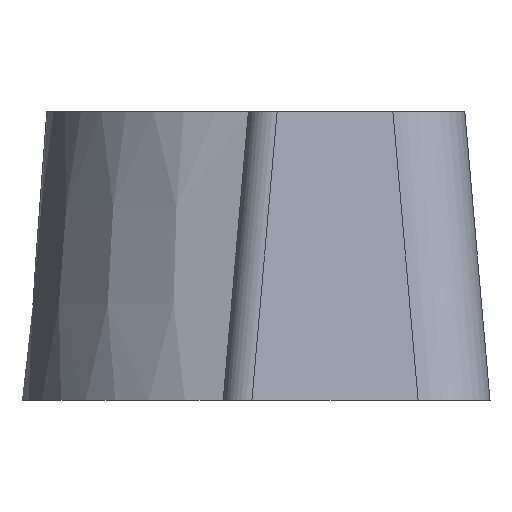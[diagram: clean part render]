
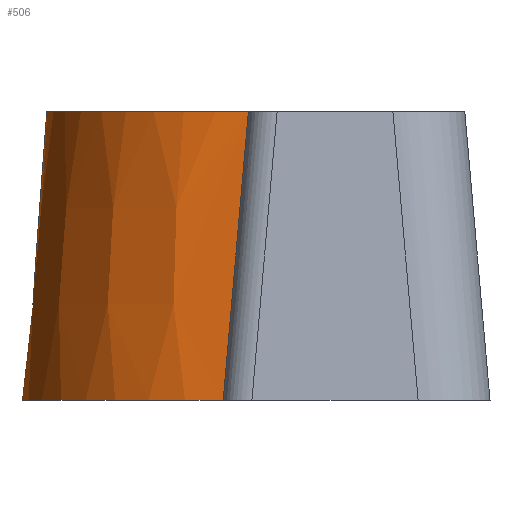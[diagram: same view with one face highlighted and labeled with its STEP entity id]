
A CAD part, front view. The second image highlights one B-rep face of the part: STEP entity #506.
In plain terms, the highlighted conical face has half-angle 5 degrees and reference radius 14 mm.
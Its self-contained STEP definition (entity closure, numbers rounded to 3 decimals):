
#15=(
BOUNDED_CURVE()
B_SPLINE_CURVE(2,(#848,#849,#850),.UNSPECIFIED.,.F.,.F.)
B_SPLINE_CURVE_WITH_KNOTS((3,3),(0.,1.011),.UNSPECIFIED.)
CURVE()
GEOMETRIC_REPRESENTATION_ITEM()
RATIONAL_B_SPLINE_CURVE((1.,1.,1.))
REPRESENTATION_ITEM('')
);
#19=(
BOUNDED_CURVE()
B_SPLINE_CURVE(2,(#868,#869,#870),.UNSPECIFIED.,.F.,.F.)
B_SPLINE_CURVE_WITH_KNOTS((3,3),(0.,1.011),.UNSPECIFIED.)
CURVE()
GEOMETRIC_REPRESENTATION_ITEM()
RATIONAL_B_SPLINE_CURVE((1.,1.,1.))
REPRESENTATION_ITEM('')
);
#23=(
BOUNDED_CURVE()
B_SPLINE_CURVE(2,(#912,#913,#914),.UNSPECIFIED.,.F.,.F.)
B_SPLINE_CURVE_WITH_KNOTS((3,3),(-2.203,-0.19),
 .UNSPECIFIED.)
CURVE()
GEOMETRIC_REPRESENTATION_ITEM()
RATIONAL_B_SPLINE_CURVE((1.,1.,1.))
REPRESENTATION_ITEM('')
);
#24=(
BOUNDED_CURVE()
B_SPLINE_CURVE(2,(#932,#933,#934),.UNSPECIFIED.,.F.,.F.)
B_SPLINE_CURVE_WITH_KNOTS((3,3),(-2.203,-0.19),
 .UNSPECIFIED.)
CURVE()
GEOMETRIC_REPRESENTATION_ITEM()
RATIONAL_B_SPLINE_CURVE((1.,1.,1.))
REPRESENTATION_ITEM('')
);
#80=FACE_OUTER_BOUND('',#110,.T.);
#110=EDGE_LOOP('',(#439,#440,#441,#442,#443,#444,#445,#446));
#187=CIRCLE('',#552,14.);
#191=CIRCLE('',#560,14.);
#198=CIRCLE('',#577,14.875);
#201=CIRCLE('',#596,15.75);
#206=VERTEX_POINT('',#784);
#209=VERTEX_POINT('',#789);
#210=VERTEX_POINT('',#791);
#225=VERTEX_POINT('',#821);
#233=VERTEX_POINT('',#847);
#237=VERTEX_POINT('',#867);
#246=VERTEX_POINT('',#911);
#251=VERTEX_POINT('',#930);
#260=EDGE_CURVE('',#209,#210,#187,.T.);
#276=EDGE_CURVE('',#225,#206,#191,.T.);
#287=EDGE_CURVE('',#233,#206,#15,.T.);
#293=EDGE_CURVE('',#209,#237,#19,.T.);
#297=EDGE_CURVE('',#237,#233,#198,.T.);
#311=EDGE_CURVE('',#210,#246,#23,.T.);
#320=EDGE_CURVE('',#225,#251,#24,.T.);
#322=EDGE_CURVE('',#251,#246,#201,.T.);
#439=ORIENTED_EDGE('',*,*,#287,.T.);
#440=ORIENTED_EDGE('',*,*,#276,.F.);
#441=ORIENTED_EDGE('',*,*,#320,.T.);
#442=ORIENTED_EDGE('',*,*,#322,.T.);
#443=ORIENTED_EDGE('',*,*,#311,.F.);
#444=ORIENTED_EDGE('',*,*,#260,.F.);
#445=ORIENTED_EDGE('',*,*,#293,.T.);
#446=ORIENTED_EDGE('',*,*,#297,.T.);
#481=CONICAL_SURFACE('',#595,14.,0.087);
#506=ADVANCED_FACE('',(#80),#481,.T.);
#552=AXIS2_PLACEMENT_3D('',#792,#632,#633);
#560=AXIS2_PLACEMENT_3D('',#823,#656,#657);
#577=AXIS2_PLACEMENT_3D('',#879,#698,#699);
#595=AXIS2_PLACEMENT_3D('',#938,#747,#748);
#596=AXIS2_PLACEMENT_3D('',#939,#749,#750);
#632=DIRECTION('center_axis',(0.,0.,1.));
#633=DIRECTION('ref_axis',(1.,0.,0.));
#656=DIRECTION('center_axis',(0.,0.,1.));
#657=DIRECTION('ref_axis',(1.,0.,0.));
#698=DIRECTION('center_axis',(0.,0.,-1.));
#699=DIRECTION('ref_axis',(1.,0.,0.));
#747=DIRECTION('center_axis',(0.,0.,-1.));
#748=DIRECTION('ref_axis',(-1.,0.,0.));
#749=DIRECTION('center_axis',(0.,0.,1.));
#750=DIRECTION('ref_axis',(1.,0.,0.));
#784=CARTESIAN_POINT('',(285.518,45.064,0.));
#789=CARTESIAN_POINT('',(281.082,35.654,0.));
#791=CARTESIAN_POINT('',(295.057,20.818,0.));
#792=CARTESIAN_POINT('Origin',(295.057,34.818,0.));
#821=CARTESIAN_POINT('',(295.057,48.818,0.));
#823=CARTESIAN_POINT('Origin',(295.057,34.818,0.));
#847=CARTESIAN_POINT('',(284.028,44.799,-10.));
#848=CARTESIAN_POINT('Ctrl Pts',(284.028,44.799,-10.));
#849=CARTESIAN_POINT('Ctrl Pts',(284.781,44.949,-4.773));
#850=CARTESIAN_POINT('Ctrl Pts',(285.518,45.064,0.));
#867=CARTESIAN_POINT('',(280.339,36.972,-10.));
#868=CARTESIAN_POINT('Ctrl Pts',(281.082,35.654,0.));
#869=CARTESIAN_POINT('Ctrl Pts',(280.702,36.295,-4.773));
#870=CARTESIAN_POINT('Ctrl Pts',(280.339,36.972,-10.));
#879=CARTESIAN_POINT('Origin',(295.057,34.818,-10.));
#911=CARTESIAN_POINT('',(293.308,19.165,-20.));
#912=CARTESIAN_POINT('Ctrl Pts',(295.057,20.818,0.));
#913=CARTESIAN_POINT('Ctrl Pts',(294.231,19.992,-9.443));
#914=CARTESIAN_POINT('Ctrl Pts',(293.308,19.165,-20.));
#930=CARTESIAN_POINT('',(293.308,50.47,-20.));
#932=CARTESIAN_POINT('Ctrl Pts',(295.057,48.818,0.));
#933=CARTESIAN_POINT('Ctrl Pts',(294.231,49.644,-9.443));
#934=CARTESIAN_POINT('Ctrl Pts',(293.308,50.47,-20.));
#938=CARTESIAN_POINT('Origin',(295.057,34.818,0.));
#939=CARTESIAN_POINT('Origin',(295.057,34.818,-20.));
